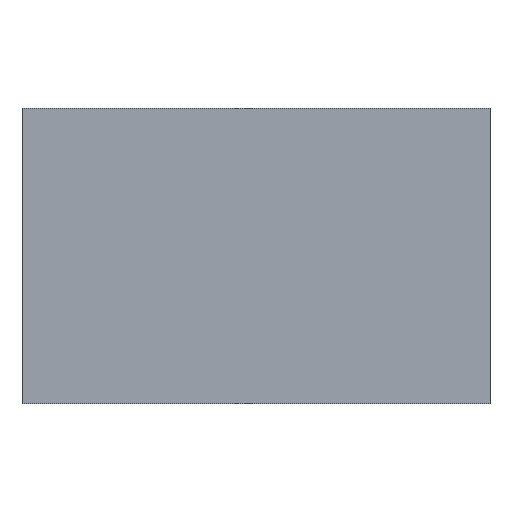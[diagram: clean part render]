
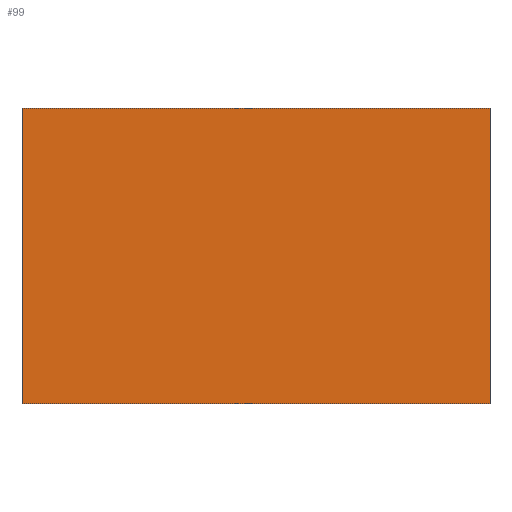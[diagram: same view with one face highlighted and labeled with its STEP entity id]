
A CAD part, left-side view. The second image highlights one B-rep face of the part: STEP entity #99.
In plain terms, the highlighted planar face has unit normal (-1, 0, 0).
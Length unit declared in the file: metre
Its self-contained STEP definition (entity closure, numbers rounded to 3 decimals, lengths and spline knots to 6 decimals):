
#99=ADVANCED_FACE('0:8470',(#107),#108,.T.);
#107=FACE_OUTER_BOUND('',#119,.T.);
#108=PLANE('',#120);
#119=EDGE_LOOP('',(#130,#131,#132,#133));
#120=AXIS2_PLACEMENT_3D('',#134,#135,#136);
#130=ORIENTED_EDGE('',*,*,#164,.T.);
#131=ORIENTED_EDGE('',*,*,#165,.F.);
#132=ORIENTED_EDGE('',*,*,#166,.T.);
#133=ORIENTED_EDGE('',*,*,#167,.T.);
#134=CARTESIAN_POINT('',(0.0,0.0,0.005));
#135=DIRECTION('',(-1.0,-0.0,0.0));
#136=DIRECTION('',(0.0,0.0,1.0));
#164=EDGE_CURVE('0:8494',#174,#175,#176,.F.);
#165=EDGE_CURVE('0:8497',#177,#175,#178,.T.);
#166=EDGE_CURVE('0:8500',#177,#179,#180,.T.);
#167=EDGE_CURVE('0:8485',#179,#174,#181,.T.);
#174=VERTEX_POINT('',#189);
#175=VERTEX_POINT('',#190);
#176=LINE('',#191,#192);
#177=VERTEX_POINT('',#193);
#178=LINE('',#194,#195);
#179=VERTEX_POINT('',#196);
#180=LINE('',#197,#198);
#181=LINE('',#199,#200);
#189=CARTESIAN_POINT('',(0.0,0.01165,0.01));
#190=CARTESIAN_POINT('',(0.,0.01165,0.));
#191=CARTESIAN_POINT('',(0.0,0.01165,0.0025));
#192=VECTOR('',#213,1.0);
#193=CARTESIAN_POINT('',(0.,-0.00418,0.));
#194=CARTESIAN_POINT('',(0.,0.0,0.));
#195=VECTOR('',#214,1.0);
#196=CARTESIAN_POINT('',(0.0,-0.00418,0.01));
#197=CARTESIAN_POINT('',(0.0,-0.00418,0.0025));
#198=VECTOR('',#215,1.0);
#199=CARTESIAN_POINT('',(0.0,0.0,0.01));
#200=VECTOR('',#216,1.0);
#213=DIRECTION('',(0.0,-0.0,1.0));
#214=DIRECTION('',(-0.0,1.0,0.0));
#215=DIRECTION('',(0.0,0.0,1.0));
#216=DIRECTION('',(-0.0,1.0,0.0));
